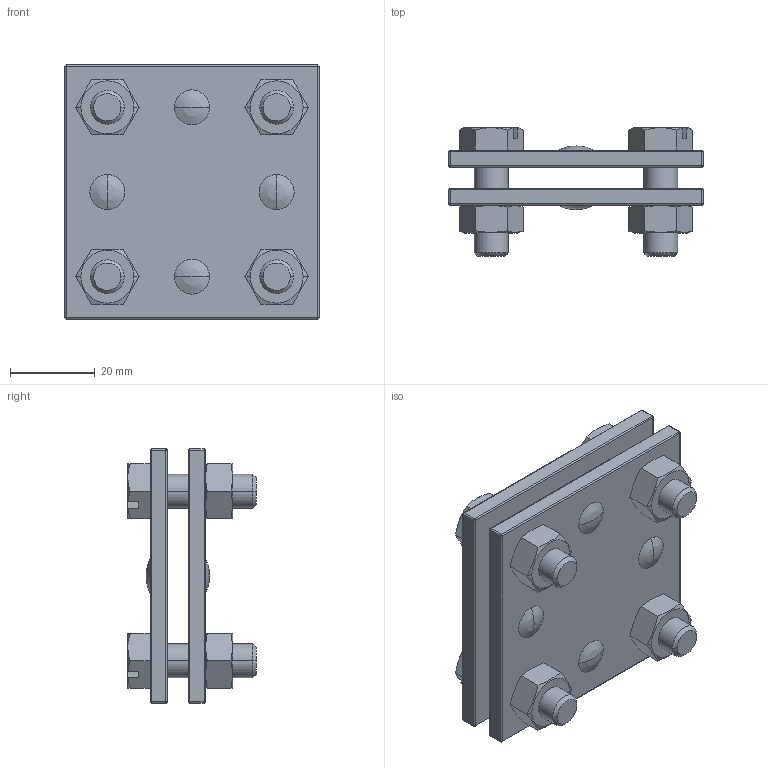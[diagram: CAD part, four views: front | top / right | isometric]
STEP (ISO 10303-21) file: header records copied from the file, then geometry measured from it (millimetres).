
FILE_DESCRIPTION((''),'2;1');
FILE_NAME('5314658_ASM','2012-01-27T',('AndreasKeweloh'),(''),'PRO/ENGINEER BY PARAMETRIC TECHNOLOGY CORPORATION, 2011370','PRO/ENGINEER BY PARAMETRIC TECHNOLOGY CORPORATION, 2011370','');
FILE_SCHEMA(('CONFIG_CONTROL_DESIGN'));
Length unit declared in the file: millimetre
Products named in the file (4): 256A_PLATTE; D558_M8X25_SCHLITZ; D934_M8; 5314658_ASM
Assembly tree (10 placements, depth 2):
  5314658_ASM
    256A_PLATTE  x2
    D558_M8X25_SCHLITZ  x4
    D934_M8  x4
Bounding box: 60 x 30.3 x 60 mm (x, y, z)
Volume: 37644.8 mm3; surface area: 26119.6 mm2
Topology: 10 solids, 18 shells, 264 faces, 632 edges, 376 vertices
Faces by surface type: plane 96, cylinder 72, sphere 48, cone 48
Entity records: 2876 total; most frequent: CARTESIAN_POINT 637, DIRECTION 492, ORIENTED_EDGE 396, AXIS2_PLACEMENT_3D 209, EDGE_CURVE 202, VERTEX_POINT 126, EDGE_LOOP 110, CIRCLE 100
